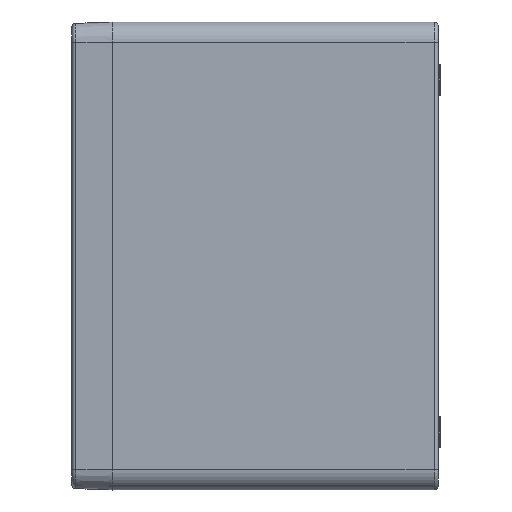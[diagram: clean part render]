
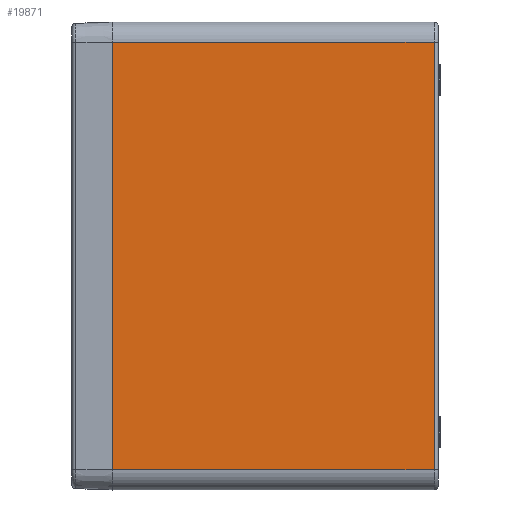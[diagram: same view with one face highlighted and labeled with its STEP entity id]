
A CAD part, left-side view. The second image highlights one B-rep face of the part: STEP entity #19871.
In plain terms, the highlighted planar face has unit normal (-1, 0, 0).
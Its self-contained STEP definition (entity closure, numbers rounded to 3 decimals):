
#13793 = CARTESIAN_POINT ( 'NONE',  ( -165., 0., -115. ) ) ;
#13794 = DIRECTION ( 'NONE',  ( 0., 0., 1. ) ) ;
#18055 = EDGE_LOOP ( 'NONE', ( #53747, #53749, #53748, #53750 ) ) ;
#19871 = ADVANCED_FACE ( 'NONE', ( #20955 ), #37629, .T. ) ;
#20955 = FACE_OUTER_BOUND ( 'NONE', #18055, .T. ) ;
#34353 = VERTEX_POINT ( 'NONE', #47467 ) ;
#34368 = VERTEX_POINT ( 'NONE', #47482 ) ;
#34403 = VERTEX_POINT ( 'NONE', #47517 ) ;
#34406 = VERTEX_POINT ( 'NONE', #47520 ) ;
#37604 = DIRECTION ( 'NONE',  ( 0., 0., 1. ) ) ;
#37608 = DIRECTION ( 'NONE',  ( -1., 0., 0. ) ) ;
#37621 = CARTESIAN_POINT ( 'NONE',  ( -165., -160., -115. ) ) ;
#37629 = PLANE ( 'NONE',  #52304 ) ;
#42240 = CARTESIAN_POINT ( 'NONE',  ( -165., -160., 105. ) ) ;
#42241 = DIRECTION ( 'NONE',  ( 0., 1., 0. ) ) ;
#42242 = CARTESIAN_POINT ( 'NONE',  ( -165., -160., -105. ) ) ;
#42243 = DIRECTION ( 'NONE',  ( 0., -1., 0. ) ) ;
#42244 = CARTESIAN_POINT ( 'NONE',  ( -165., -158., 105. ) ) ;
#42245 = DIRECTION ( 'NONE',  ( 0., 0., 1. ) ) ;
#42662 = EDGE_CURVE ( 'NONE', #34368, #34406, #55747, .T. ) ;
#42663 = EDGE_CURVE ( 'NONE', #34403, #34353, #55748, .T. ) ;
#42664 = EDGE_CURVE ( 'NONE', #34353, #34368, #55749, .T. ) ;
#42760 = EDGE_CURVE ( 'NONE', #34403, #34406, #55798, .T. ) ;
#47467 = CARTESIAN_POINT ( 'NONE',  ( -165., -158., -105. ) ) ;
#47482 = CARTESIAN_POINT ( 'NONE',  ( -165., -158., 105. ) ) ;
#47517 = CARTESIAN_POINT ( 'NONE',  ( -165., 0., -105. ) ) ;
#47520 = CARTESIAN_POINT ( 'NONE',  ( -165., 0., 105. ) ) ;
#52304 = AXIS2_PLACEMENT_3D ( 'NONE', #37621, #37608, #37604 ) ;
#52607 = VECTOR ( 'NONE', #42241, 1000. ) ;
#52608 = VECTOR ( 'NONE', #42243, 1000. ) ;
#52609 = VECTOR ( 'NONE', #42245, 1000. ) ;
#52680 = VECTOR ( 'NONE', #13794, 1000. ) ;
#53747 = ORIENTED_EDGE ( 'NONE', *, *, #42663, .T. ) ;
#53748 = ORIENTED_EDGE ( 'NONE', *, *, #42662, .T. ) ;
#53749 = ORIENTED_EDGE ( 'NONE', *, *, #42664, .T. ) ;
#53750 = ORIENTED_EDGE ( 'NONE', *, *, #42760, .F. ) ;
#55747 = LINE ( 'NONE', #42240, #52607 ) ;
#55748 = LINE ( 'NONE', #42242, #52608 ) ;
#55749 = LINE ( 'NONE', #42244, #52609 ) ;
#55798 = LINE ( 'NONE', #13793, #52680 ) ;
